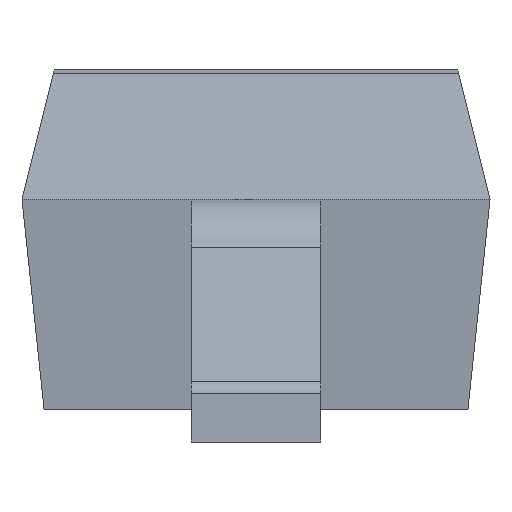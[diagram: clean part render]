
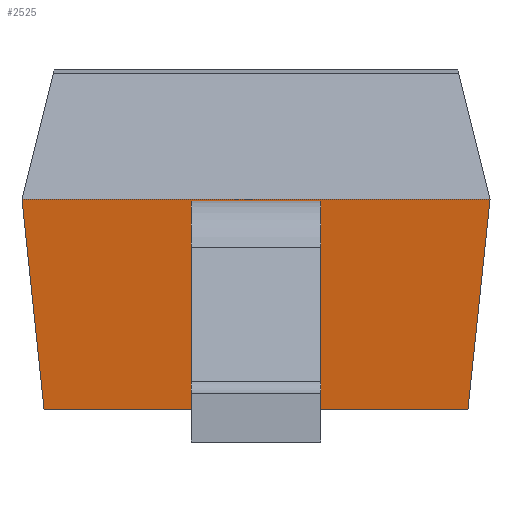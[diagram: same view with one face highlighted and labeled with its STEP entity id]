
A CAD part, front view. The second image highlights one B-rep face of the part: STEP entity #2525.
In plain terms, the highlighted face is planar.
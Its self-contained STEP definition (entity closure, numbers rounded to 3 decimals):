
#385=FACE_OUTER_BOUND('',#531,.T.);
#531=EDGE_LOOP('',(#1930,#1931,#1932,#1933));
#724=LINE('',#4334,#944);
#729=LINE('',#4345,#949);
#731=LINE('',#4348,#951);
#732=LINE('',#4349,#952);
#944=VECTOR('',#2919,1000.);
#949=VECTOR('',#2928,1000.);
#951=VECTOR('',#2932,1000.);
#952=VECTOR('',#2933,1000.);
#1210=VERTEX_POINT('',#4327);
#1213=VERTEX_POINT('',#4332);
#1216=VERTEX_POINT('',#4342);
#1217=VERTEX_POINT('',#4344);
#1481=EDGE_CURVE('',#1213,#1210,#724,.T.);
#1486=EDGE_CURVE('',#1217,#1216,#729,.T.);
#1488=EDGE_CURVE('',#1216,#1210,#731,.T.);
#1489=EDGE_CURVE('',#1217,#1213,#732,.T.);
#1930=ORIENTED_EDGE('',*,*,#1488,.T.);
#1931=ORIENTED_EDGE('',*,*,#1481,.F.);
#1932=ORIENTED_EDGE('',*,*,#1489,.F.);
#1933=ORIENTED_EDGE('',*,*,#1486,.T.);
#2452=PLANE('',#2697);
#2525=ADVANCED_FACE('',(#385),#2452,.T.);
#2697=AXIS2_PLACEMENT_3D('',#4347,#2930,#2931);
#2919=DIRECTION('',(-0.104,-0.989,-0.104));
#2928=DIRECTION('',(0.104,-0.989,-0.104));
#2930=DIRECTION('center_axis',(0.,-0.105,0.995));
#2931=DIRECTION('ref_axis',(0.,-0.995,-0.105));
#2932=DIRECTION('',(1.,0.,0.));
#2933=DIRECTION('',(1.,0.,0.));
#4327=CARTESIAN_POINT('',(0.655,0.12,0.83));
#4332=CARTESIAN_POINT('',(0.723,0.77,0.898));
#4334=CARTESIAN_POINT('',(0.655,0.12,0.83));
#4342=CARTESIAN_POINT('',(-0.655,0.12,0.83));
#4344=CARTESIAN_POINT('',(-0.723,0.77,0.898));
#4345=CARTESIAN_POINT('',(-0.655,0.12,0.83));
#4347=CARTESIAN_POINT('Origin',(-0.655,0.12,0.83));
#4348=CARTESIAN_POINT('',(-0.655,0.12,0.83));
#4349=CARTESIAN_POINT('',(0.,0.77,0.898));
